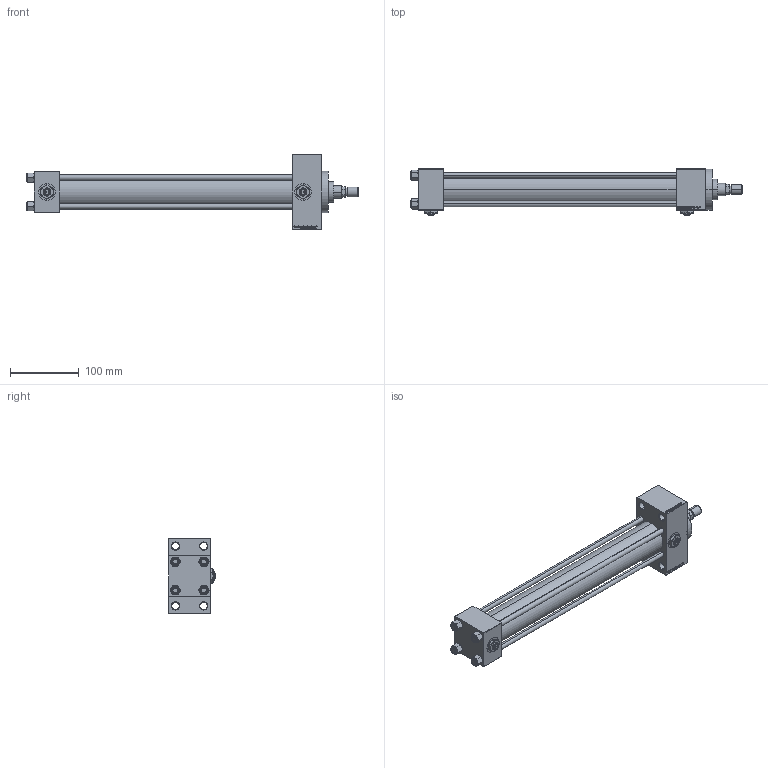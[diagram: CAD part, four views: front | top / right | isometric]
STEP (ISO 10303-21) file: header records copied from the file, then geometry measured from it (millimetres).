
FILE_DESCRIPTION (( 'STEP AP203' ), '1' );
FILE_NAME ('3f42.STEP', '2023-08-22T20:29:29', ( '' ), ( '' ), 'SwSTEP 2.0', 'SolidWorks 2019', '' );
FILE_SCHEMA (( 'CONFIG_CONTROL_DESIGN' ));
Length unit declared in the file: millimetre
Products named in the file (8): V215CR_D_Body b35d7b1cb62917aa9e2c6df616f0ab53; V215_VC_A b35d7b1cb62917aa9e2c6df616f0ab53; V215CR_VCP_D b35d7b1cb62917aa9e2c6df616f0ab53; 3f42; Zatka_pro_OIL_PORT b35d7b1cb62917aa9e2c6df616f0ab53; ROD_END_AH b35d7b1cb62917aa9e2c6df616f0ab53; V215CR_D_TYCINKA b35d7b1cb62917aa9e2c6df616f0ab53; NUT_M5_D b35d7b1cb62917aa9e2c6df616f0ab53
Assembly tree (14 placements, depth 2):
  3f42
    V215CR_D_Body b35d7b1cb62917aa9e2c6df616f0ab53
    V215CR_VCP_D b35d7b1cb62917aa9e2c6df616f0ab53
    NUT_M5_D b35d7b1cb62917aa9e2c6df616f0ab53  x4
    V215CR_D_TYCINKA b35d7b1cb62917aa9e2c6df616f0ab53  x4
    V215_VC_A b35d7b1cb62917aa9e2c6df616f0ab53
    ROD_END_AH b35d7b1cb62917aa9e2c6df616f0ab53
    Zatka_pro_OIL_PORT b35d7b1cb62917aa9e2c6df616f0ab53  x2
Bounding box: 483 x 67 x 109 mm (x, y, z)
Volume: 759286.9 mm3; surface area: 244673 mm2
Topology: 14 solids, 14 shells, 1220 faces, 3014 edges, 1939 vertices
Faces by surface type: plane 550, bspline 368, cone 188, cylinder 104, torus 10
Entity records: 49764 total; most frequent: CARTESIAN_POINT 25751, ORIENTED_EDGE 5328, DIRECTION 3534, EDGE_CURVE 2664, VERTEX_POINT 1737, VECTOR 1562, LINE 1562, EDGE_LOOP 1197
